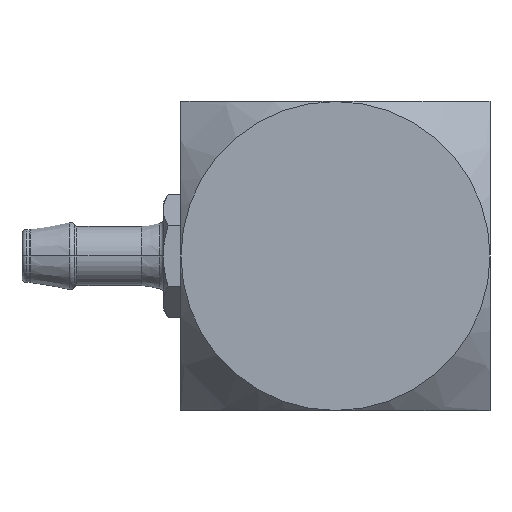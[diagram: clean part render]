
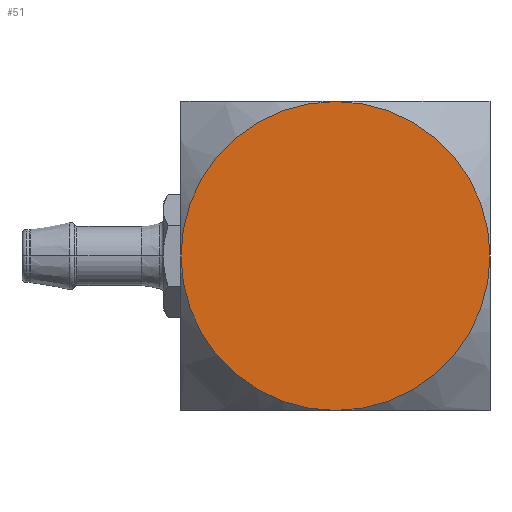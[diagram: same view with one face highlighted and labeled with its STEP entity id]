
A CAD part, front view. The second image highlights one B-rep face of the part: STEP entity #51.
In plain terms, the highlighted planar face has unit normal (0, -1, 0).
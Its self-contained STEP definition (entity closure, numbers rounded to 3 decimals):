
#51 = ADVANCED_FACE ( 'NONE', ( #720 ), #1134, .F. ) ;
#323 = EDGE_LOOP ( 'NONE', ( #3603, #3604, #3605, #3606 ) ) ;
#720 = FACE_OUTER_BOUND ( 'NONE', #323, .T. ) ;
#1134 = PLANE ( 'NONE',  #1820 ) ;
#1135 = CARTESIAN_POINT ( 'NONE',  ( 17.5, -21., -17.5 ) ) ;
#1136 = DIRECTION ( 'NONE',  ( 0., 1., 0. ) ) ;
#1137 = DIRECTION ( 'NONE',  ( -1., 0., 0. ) ) ;
#1701 = EDGE_CURVE ( 'NONE', #4003, #3962, #2408, .T. ) ;
#1702 = EDGE_CURVE ( 'NONE', #4003, #3963, #2409, .T. ) ;
#1703 = EDGE_CURVE ( 'NONE', #3963, #3961, #2410, .T. ) ;
#1704 = EDGE_CURVE ( 'NONE', #3961, #3962, #2411, .T. ) ;
#1820 = AXIS2_PLACEMENT_3D ( 'NONE', #1135, #1136, #1137 ) ;
#2039 = AXIS2_PLACEMENT_3D ( 'NONE', #4166, #4167, #4168 ) ;
#2040 = AXIS2_PLACEMENT_3D ( 'NONE', #4169, #4170, #4171 ) ;
#2041 = AXIS2_PLACEMENT_3D ( 'NONE', #4172, #4173, #4174 ) ;
#2042 = AXIS2_PLACEMENT_3D ( 'NONE', #4175, #4176, #4177 ) ;
#2408 = CIRCLE ( 'NONE', #2039, 17.5 ) ;
#2409 = CIRCLE ( 'NONE', #2040, 17.5 ) ;
#2410 = CIRCLE ( 'NONE', #2041, 17.5 ) ;
#2411 = CIRCLE ( 'NONE', #2042, 17.5 ) ;
#3603 = ORIENTED_EDGE ( 'NONE', *, *, #1701, .F. ) ;
#3604 = ORIENTED_EDGE ( 'NONE', *, *, #1702, .T. ) ;
#3605 = ORIENTED_EDGE ( 'NONE', *, *, #1703, .T. ) ;
#3606 = ORIENTED_EDGE ( 'NONE', *, *, #1704, .T. ) ;
#3961 = VERTEX_POINT ( 'NONE', #4649 ) ;
#3962 = VERTEX_POINT ( 'NONE', #4650 ) ;
#3963 = VERTEX_POINT ( 'NONE', #4651 ) ;
#4003 = VERTEX_POINT ( 'NONE', #4691 ) ;
#4166 = CARTESIAN_POINT ( 'NONE',  ( 0., -21., 0. ) ) ;
#4167 = DIRECTION ( 'NONE',  ( 0., 1., 0. ) ) ;
#4168 = DIRECTION ( 'NONE',  ( -1., 0., 0. ) ) ;
#4169 = CARTESIAN_POINT ( 'NONE',  ( 0., -21., 0. ) ) ;
#4170 = DIRECTION ( 'NONE',  ( 0., -1., 0. ) ) ;
#4171 = DIRECTION ( 'NONE',  ( -1., 0., 0. ) ) ;
#4172 = CARTESIAN_POINT ( 'NONE',  ( 0., -21., 0. ) ) ;
#4173 = DIRECTION ( 'NONE',  ( 0., -1., 0. ) ) ;
#4174 = DIRECTION ( 'NONE',  ( -1., 0., 0. ) ) ;
#4175 = CARTESIAN_POINT ( 'NONE',  ( 0., -21., 0. ) ) ;
#4176 = DIRECTION ( 'NONE',  ( 0., -1., 0. ) ) ;
#4177 = DIRECTION ( 'NONE',  ( -1., 0., 0. ) ) ;
#4649 = CARTESIAN_POINT ( 'NONE',  ( 17.5, -21., 0. ) ) ;
#4650 = CARTESIAN_POINT ( 'NONE',  ( 0., -21., 17.5 ) ) ;
#4651 = CARTESIAN_POINT ( 'NONE',  ( 0., -21., -17.5 ) ) ;
#4691 = CARTESIAN_POINT ( 'NONE',  ( -17.5, -21., 0. ) ) ;
